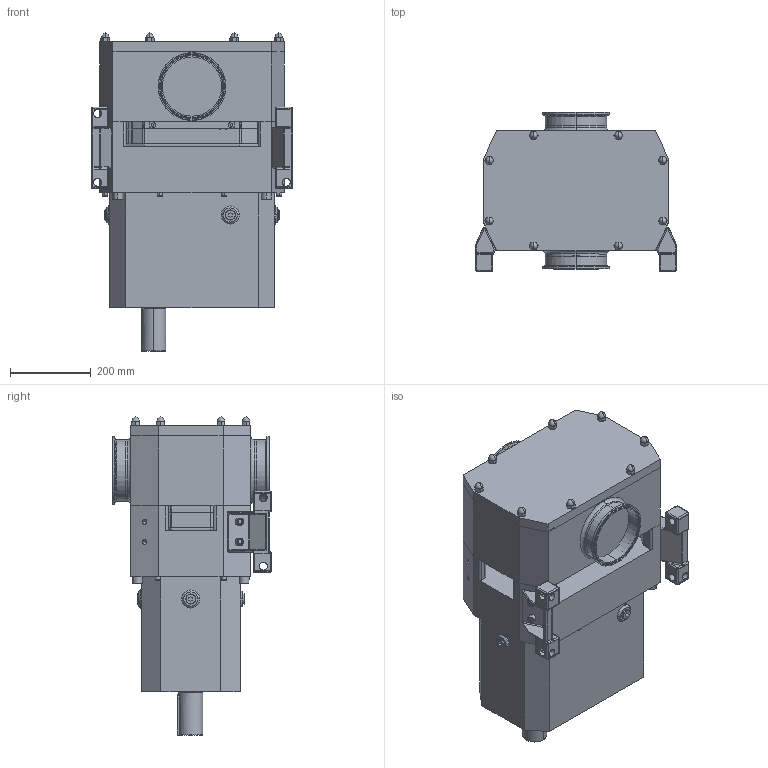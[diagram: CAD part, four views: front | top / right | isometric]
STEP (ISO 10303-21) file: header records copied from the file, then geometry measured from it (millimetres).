
FILE_DESCRIPTION (( 'STEP AP214' ), '1' );
FILE_NAME ('SLGL-TC-LEFT.STEP', '2022-05-13T13:51:25', ( '' ), ( '' ), 'SwSTEP 2.0', 'SolidWorks 2021', '' );
FILE_SCHEMA (( 'AUTOMOTIVE_DESIGN' ));
Length unit declared in the file: millimetre
Products named in the file (3): Copy of SLGL-4754 V LHD^GA4712; Copy of Z94-5121-77^GA4712; SLGL-TC-LEFT
Assembly tree (3 placements, depth 2):
  SLGL-TC-LEFT
    Copy of SLGL-4754 V LHD^GA4712
    Copy of Z94-5121-77^GA4712  x2
Bounding box: 498.47 x 394.07 x 788.95 mm (x, y, z)
Volume: 79337351.5 mm3; surface area: 1847685.3 mm2
Topology: 4 solids, 4 shells, 1054 faces, 2624 edges, 1578 vertices
Faces by surface type: plane 440, cylinder 325, cone 127, torus 96, sphere 50, bspline 16
Entity records: 33781 total; most frequent: CARTESIAN_POINT 8311, DIRECTION 5112, ORIENTED_EDGE 5024, EDGE_CURVE 2512, AXIS2_PLACEMENT_3D 1920, VERTEX_POINT 1542, LINE 1272, VECTOR 1272
